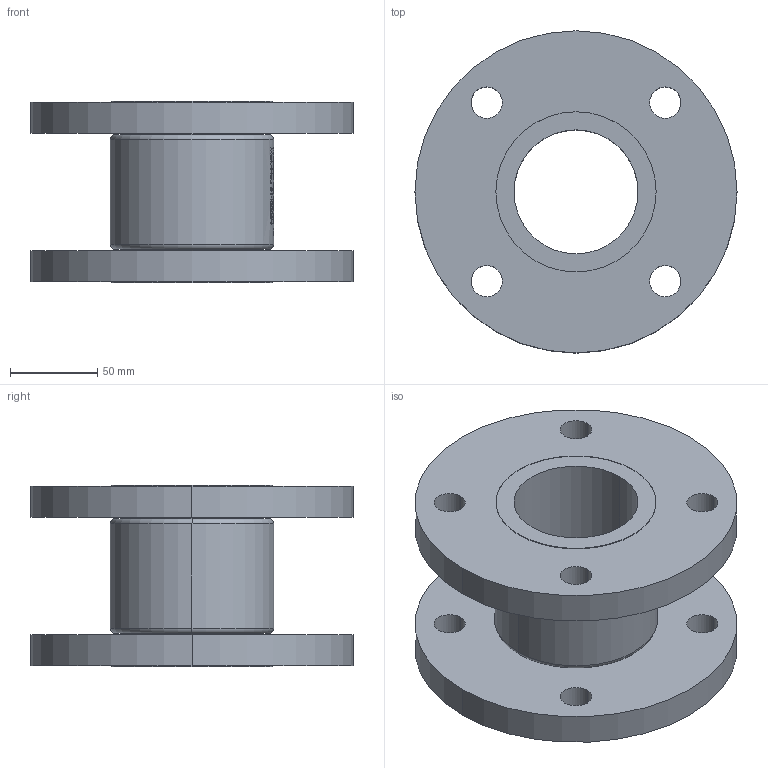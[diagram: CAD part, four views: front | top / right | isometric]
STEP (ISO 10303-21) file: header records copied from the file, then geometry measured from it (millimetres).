
FILE_DESCRIPTION (( 'STEP AP214' ), '1' );
FILE_NAME ('7150000_DN065_PN10_51422054.STEP', '2022-02-02T07:30:56', ( 'axxx' ), ( 'Hewlett-Packard Company' ), 'SwSTEP 2.0', 'SolidWorks 2019', '' );
FILE_SCHEMA (( 'AUTOMOTIVE_DESIGN' ));
Length unit declared in the file: millimetre
Products named in the file (1): 7150000_DN065_PN10_51422054
Bounding box: 185 x 185 x 104 mm (x, y, z)
Volume: 983376.3 mm3; surface area: 164299.4 mm2
Topology: 1 solids, 1 shells, 532 faces, 1382 edges, 920 vertices
Faces by surface type: plane 258, bspline 218, cylinder 48, torus 8
Entity records: 28761 total; most frequent: CARTESIAN_POINT 17141, ORIENTED_EDGE 2764, DIRECTION 1669, EDGE_CURVE 1382, VERTEX_POINT 920, VECTOR 757, LINE 757, EDGE_LOOP 618
